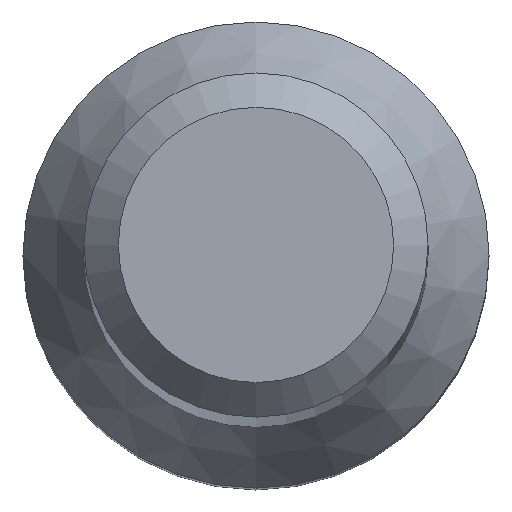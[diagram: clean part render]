
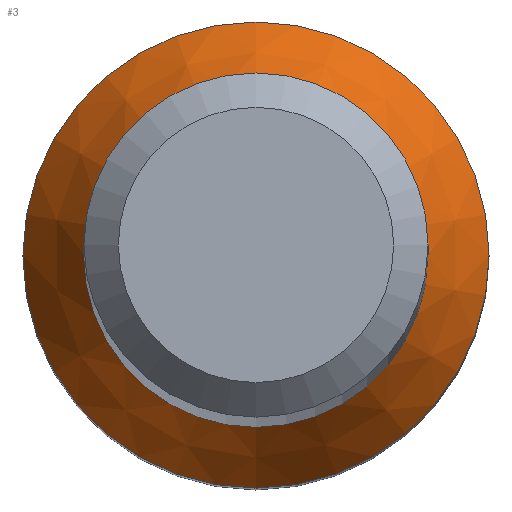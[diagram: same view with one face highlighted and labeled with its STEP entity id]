
A CAD part, top view. The second image highlights one B-rep face of the part: STEP entity #3.
In plain terms, the highlighted conical face has half-angle 30 degrees and reference radius 2.709 mm.
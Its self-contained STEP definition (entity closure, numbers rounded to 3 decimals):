
#3 = ADVANCED_FACE ( 'NONE', ( #153, #59 ), #214, .T. ) ;
#4 = DIRECTION ( 'NONE',  ( 0., 0., -1. ) ) ;
#7 = DIRECTION ( 'NONE',  ( 0., 0., -1. ) ) ;
#9 = ORIENTED_EDGE ( 'NONE', *, *, #96, .T. ) ;
#24 = DIRECTION ( 'NONE',  ( 0., 0., -1. ) ) ;
#26 = AXIS2_PLACEMENT_3D ( 'NONE', #189, #24, #99 ) ;
#30 = CARTESIAN_POINT ( 'NONE',  ( 0., 2., 13.992 ) ) ;
#42 = CIRCLE ( 'NONE', #26, 2.709 ) ;
#59 = FACE_OUTER_BOUND ( 'NONE', #213, .T. ) ;
#65 = CARTESIAN_POINT ( 'NONE',  ( 0., 0., 12.764 ) ) ;
#96 = EDGE_CURVE ( 'NONE', #106, #106, #193, .T. ) ;
#99 = DIRECTION ( 'NONE',  ( 0., 1., 0. ) ) ;
#101 = CARTESIAN_POINT ( 'NONE',  ( 0., 0., 13.992 ) ) ;
#106 = VERTEX_POINT ( 'NONE', #30 ) ;
#116 = EDGE_CURVE ( 'NONE', #119, #119, #42, .T. ) ;
#119 = VERTEX_POINT ( 'NONE', #149 ) ;
#122 = AXIS2_PLACEMENT_3D ( 'NONE', #101, #7, #224 ) ;
#135 = ORIENTED_EDGE ( 'NONE', *, *, #116, .F. ) ;
#149 = CARTESIAN_POINT ( 'NONE',  ( 0., 2.709, 12.764 ) ) ;
#151 = AXIS2_PLACEMENT_3D ( 'NONE', #65, #4, #225 ) ;
#153 = FACE_BOUND ( 'NONE', #168, .T. ) ;
#168 = EDGE_LOOP ( 'NONE', ( #9 ) ) ;
#189 = CARTESIAN_POINT ( 'NONE',  ( 0., 0., 12.764 ) ) ;
#193 = CIRCLE ( 'NONE', #122, 2. ) ;
#213 = EDGE_LOOP ( 'NONE', ( #135 ) ) ;
#214 = CONICAL_SURFACE ( 'NONE', #151, 2.709, 0.524 ) ;
#224 = DIRECTION ( 'NONE',  ( 0., 1., 0. ) ) ;
#225 = DIRECTION ( 'NONE',  ( 0., 1., 0. ) ) ;
